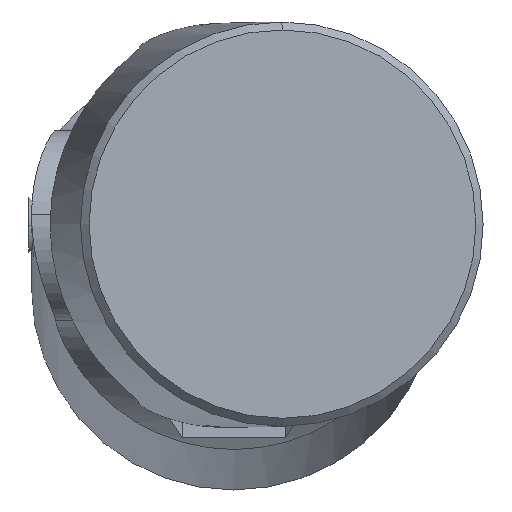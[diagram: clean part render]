
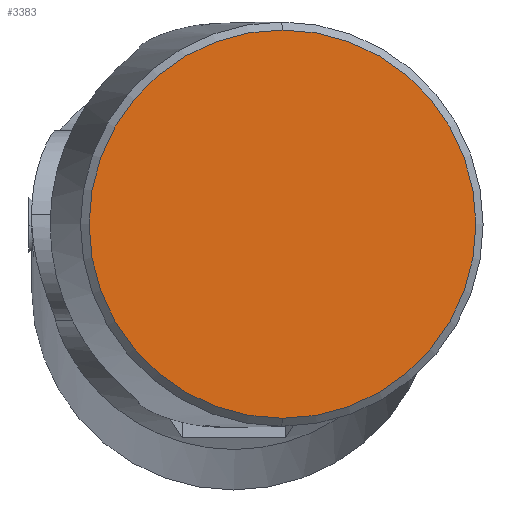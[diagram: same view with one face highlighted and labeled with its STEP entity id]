
A CAD part, top view. The second image highlights one B-rep face of the part: STEP entity #3383.
In plain terms, the highlighted face is planar.
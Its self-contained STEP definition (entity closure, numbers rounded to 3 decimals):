
#6=CARTESIAN_POINT('',(0.,0.,0.));
#7=DIRECTION('',(0.,0.,1.));
#8=DIRECTION('',(-1.,0.,0.));
#9=AXIS2_PLACEMENT_3D('',#6,#7,#8);
#11=CARTESIAN_POINT('',(0.,0.,0.));
#12=DIRECTION('',(0.,0.,1.));
#13=DIRECTION('',(1.,0.,0.));
#14=AXIS2_PLACEMENT_3D('',#11,#12,#13);
#3296=CARTESIAN_POINT('',(24.4,0.,0.));
#3297=CARTESIAN_POINT('',(-24.4,0.,0.));
#3298=VERTEX_POINT('',#3296);
#3299=VERTEX_POINT('',#3297);
#3373=CARTESIAN_POINT('',(0.,0.,0.));
#3374=DIRECTION('',(0.,0.,1.));
#3375=DIRECTION('',(1.,0.,0.));
#3376=AXIS2_PLACEMENT_3D('',#3373,#3374,#3375);
#3377=PLANE('',#3376);
#3379=ORIENTED_EDGE('',*,*,#3378,.T.);
#3380=ORIENTED_EDGE('',*,*,#3362,.T.);
#3381=EDGE_LOOP('',(#3379,#3380));
#3382=FACE_OUTER_BOUND('',#3381,.F.);
#3383=ADVANCED_FACE('',(#3382),#3377,.F.);
#10=CIRCLE('',#9,24.4);
#15=CIRCLE('',#14,24.4);
#3362=EDGE_CURVE('',#3298,#3299,#15,.T.);
#3378=EDGE_CURVE('',#3299,#3298,#10,.T.);
